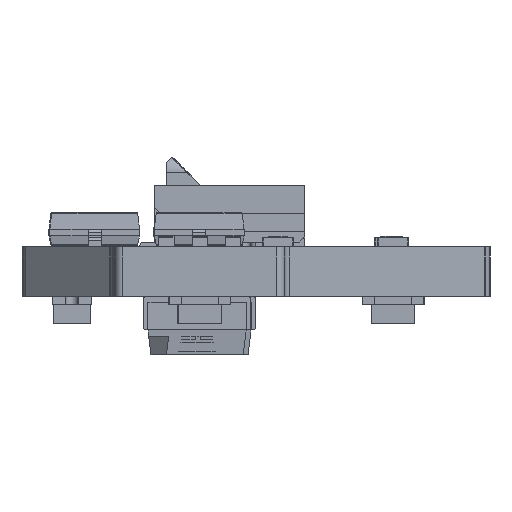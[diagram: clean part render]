
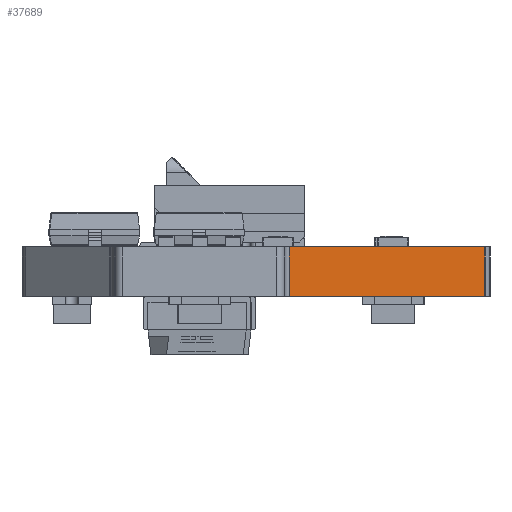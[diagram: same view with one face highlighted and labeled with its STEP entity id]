
A CAD part, left-side view. The second image highlights one B-rep face of the part: STEP entity #37689.
In plain terms, the highlighted planar face has unit normal (-0.707, -0.707, 0).
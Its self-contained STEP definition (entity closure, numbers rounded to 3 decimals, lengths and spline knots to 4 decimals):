
#2198=PLANE('',#39971);
#3549=FACE_OUTER_BOUND('',#5465,.T.);
#5465=EDGE_LOOP('',(#26482,#26483,#26484,#26485));
#7596=LINE('',#54417,#11739);
#7597=LINE('',#54420,#11740);
#7598=LINE('',#54422,#11741);
#7599=LINE('',#54423,#11742);
#11739=VECTOR('',#43727,10.);
#11740=VECTOR('',#43730,10.);
#11741=VECTOR('',#43731,10.);
#11742=VECTOR('',#43732,10.);
#17231=VERTEX_POINT('',#54413);
#17232=VERTEX_POINT('',#54415);
#17233=VERTEX_POINT('',#54419);
#17234=VERTEX_POINT('',#54421);
#20921=EDGE_CURVE('',#17231,#17232,#7596,.T.);
#20922=EDGE_CURVE('',#17233,#17231,#7597,.T.);
#20923=EDGE_CURVE('',#17234,#17232,#7598,.T.);
#20924=EDGE_CURVE('',#17233,#17234,#7599,.T.);
#26482=ORIENTED_EDGE('',*,*,#20922,.T.);
#26483=ORIENTED_EDGE('',*,*,#20921,.T.);
#26484=ORIENTED_EDGE('',*,*,#20923,.F.);
#26485=ORIENTED_EDGE('',*,*,#20924,.F.);
#37689=ADVANCED_FACE('',(#3549),#2198,.T.);
#39971=AXIS2_PLACEMENT_3D('',#54418,#43728,#43729);
#43727=DIRECTION('',(0.,0.,1.));
#43728=DIRECTION('center_axis',(-0.707,-0.707,0.));
#43729=DIRECTION('ref_axis',(0.707,-0.707,0.));
#43730=DIRECTION('',(0.707,-0.707,0.));
#43731=DIRECTION('',(0.707,-0.707,0.));
#43732=DIRECTION('',(0.,0.,1.));
#54413=CARTESIAN_POINT('',(11.7,3.125,0.));
#54415=CARTESIAN_POINT('',(11.7,3.125,1.6));
#54417=CARTESIAN_POINT('',(11.7,3.125,0.));
#54418=CARTESIAN_POINT('Origin',(5.35,9.475,0.));
#54419=CARTESIAN_POINT('',(5.35,9.475,0.));
#54420=CARTESIAN_POINT('',(5.35,9.475,0.));
#54421=CARTESIAN_POINT('',(5.35,9.475,1.6));
#54422=CARTESIAN_POINT('',(5.35,9.475,1.6));
#54423=CARTESIAN_POINT('',(5.35,9.475,0.));
